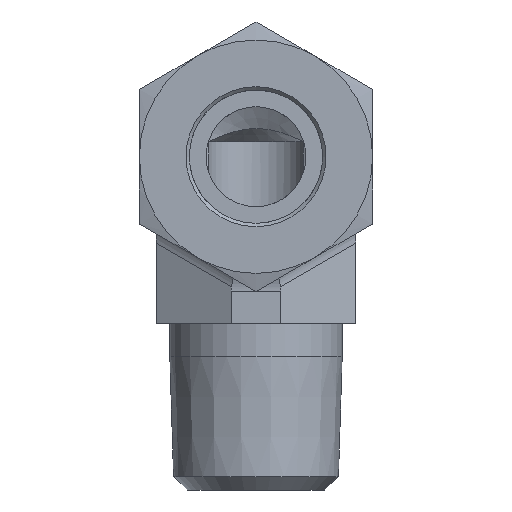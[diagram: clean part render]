
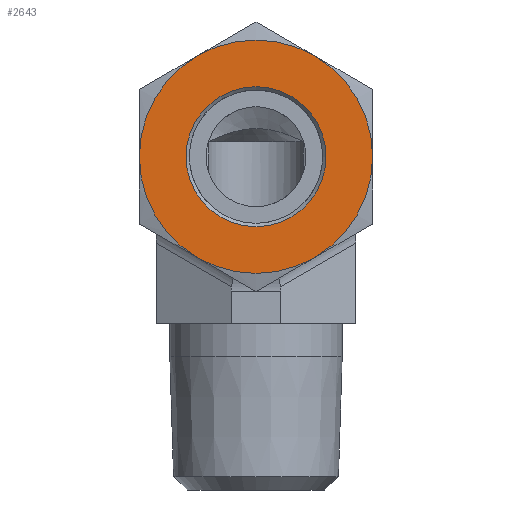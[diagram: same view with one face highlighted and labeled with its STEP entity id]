
A CAD part, front view. The second image highlights one B-rep face of the part: STEP entity #2643.
In plain terms, the highlighted face is planar.
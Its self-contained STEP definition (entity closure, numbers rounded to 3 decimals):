
#2547=CARTESIAN_POINT('',(4.2,0.,12.));
#2548=VERTEX_POINT('',#2547);
#2549=CARTESIAN_POINT('',(0.0,0.0,12.));
#2550=DIRECTION('',(0.0,0.0,1.0));
#2551=DIRECTION('',(-1.0,0.0,0.0));
#2552=AXIS2_PLACEMENT_3D('',#2549,#2550,#2551);
#2553=CIRCLE('',#2552,4.2);
#2554=EDGE_CURVE('',#2548,#2548,#2553,.T.);
#2579=CARTESIAN_POINT('',(0.,0.,12.));
#2580=DIRECTION('',(0.0,0.0,1.0));
#2581=DIRECTION('',(1.0,0.0,0.0));
#2582=AXIS2_PLACEMENT_3D('',#2579,#2580,#2581);
#2583=PLANE('',#2582);
#2584=CARTESIAN_POINT('',(-3.5,-6.062,12.));
#2585=VERTEX_POINT('',#2584);
#2586=CARTESIAN_POINT('',(3.5,-6.062,12.));
#2587=VERTEX_POINT('',#2586);
#2588=CARTESIAN_POINT('',(0.0,0.0,12.));
#2589=DIRECTION('',(0.0,0.0,1.0));
#2590=DIRECTION('',(-0.5,-0.866,0.0));
#2591=AXIS2_PLACEMENT_3D('',#2588,#2589,#2590);
#2592=CIRCLE('',#2591,7.);
#2593=EDGE_CURVE('',#2585,#2587,#2592,.T.);
#2594=ORIENTED_EDGE('',*,*,#2593,.T.);
#2595=CARTESIAN_POINT('',(7.0,0.,12.));
#2596=VERTEX_POINT('',#2595);
#2597=CARTESIAN_POINT('',(0.0,0.0,12.));
#2598=DIRECTION('',(0.0,0.0,1.0));
#2599=DIRECTION('',(-0.5,-0.866,0.0));
#2600=AXIS2_PLACEMENT_3D('',#2597,#2598,#2599);
#2601=CIRCLE('',#2600,7.);
#2602=EDGE_CURVE('',#2587,#2596,#2601,.T.);
#2603=ORIENTED_EDGE('',*,*,#2602,.T.);
#2604=CARTESIAN_POINT('',(3.5,6.062,12.));
#2605=VERTEX_POINT('',#2604);
#2606=CARTESIAN_POINT('',(0.0,0.0,12.));
#2607=DIRECTION('',(0.0,0.0,1.0));
#2608=DIRECTION('',(-0.5,-0.866,0.0));
#2609=AXIS2_PLACEMENT_3D('',#2606,#2607,#2608);
#2610=CIRCLE('',#2609,7.);
#2611=EDGE_CURVE('',#2596,#2605,#2610,.T.);
#2612=ORIENTED_EDGE('',*,*,#2611,.T.);
#2613=CARTESIAN_POINT('',(-3.5,6.062,12.));
#2614=VERTEX_POINT('',#2613);
#2615=CARTESIAN_POINT('',(0.0,0.0,12.));
#2616=DIRECTION('',(0.0,0.0,1.0));
#2617=DIRECTION('',(-0.5,-0.866,0.0));
#2618=AXIS2_PLACEMENT_3D('',#2615,#2616,#2617);
#2619=CIRCLE('',#2618,7.);
#2620=EDGE_CURVE('',#2605,#2614,#2619,.T.);
#2621=ORIENTED_EDGE('',*,*,#2620,.T.);
#2622=CARTESIAN_POINT('',(-7.,0.0,12.));
#2623=VERTEX_POINT('',#2622);
#2624=CARTESIAN_POINT('',(0.0,0.0,12.));
#2625=DIRECTION('',(0.0,0.0,1.0));
#2626=DIRECTION('',(-0.5,-0.866,0.0));
#2627=AXIS2_PLACEMENT_3D('',#2624,#2625,#2626);
#2628=CIRCLE('',#2627,7.);
#2629=EDGE_CURVE('',#2614,#2623,#2628,.T.);
#2630=ORIENTED_EDGE('',*,*,#2629,.T.);
#2631=CARTESIAN_POINT('',(0.0,0.0,12.));
#2632=DIRECTION('',(0.0,0.0,1.0));
#2633=DIRECTION('',(-0.5,-0.866,0.0));
#2634=AXIS2_PLACEMENT_3D('',#2631,#2632,#2633);
#2635=CIRCLE('',#2634,7.);
#2636=EDGE_CURVE('',#2623,#2585,#2635,.T.);
#2637=ORIENTED_EDGE('',*,*,#2636,.T.);
#2638=EDGE_LOOP('',(#2594,#2603,#2612,#2621,#2630,#2637));
#2639=FACE_OUTER_BOUND('',#2638,.T.);
#2640=ORIENTED_EDGE('',*,*,#2554,.F.);
#2641=EDGE_LOOP('',(#2640));
#2642=FACE_BOUND('',#2641,.T.);
#2643=ADVANCED_FACE('',(#2639,#2642),#2583,.T.);
